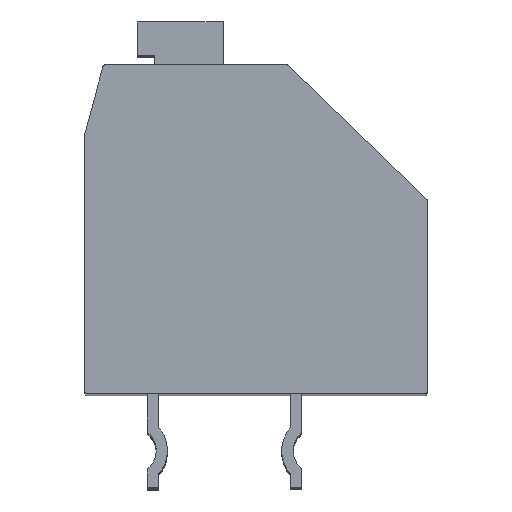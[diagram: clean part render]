
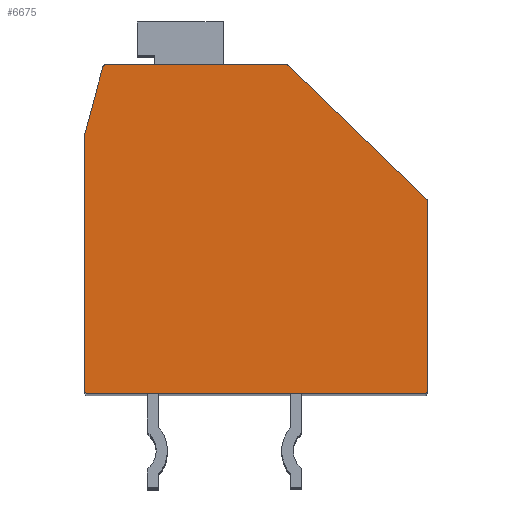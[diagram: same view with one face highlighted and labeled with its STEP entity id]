
A CAD part, top view. The second image highlights one B-rep face of the part: STEP entity #6675.
In plain terms, the highlighted planar face has unit normal (0, 0, 1).
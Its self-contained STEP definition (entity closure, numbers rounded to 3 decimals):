
#391=CARTESIAN_POINT('',(5.9,0.978,2.75));
#392=DIRECTION('',(0.,0.,1.));
#393=DIRECTION('',(1.,0.,0.));
#394=AXIS2_PLACEMENT_3D('',#391,#392,#393);
#396=DIRECTION('',(0.,1.,0.));
#397=VECTOR('',#396,6.628);
#398=CARTESIAN_POINT('',(6.,-5.65,2.75));
#399=LINE('',#398,#397);
#400=CARTESIAN_POINT('',(5.9,-5.65,2.75));
#401=DIRECTION('',(0.,0.,1.));
#402=DIRECTION('',(0.,-1.,0.));
#403=AXIS2_PLACEMENT_3D('',#400,#401,#402);
#405=DIRECTION('',(1.,0.,0.));
#406=VECTOR('',#405,11.8);
#407=CARTESIAN_POINT('',(-5.9,-5.75,2.75));
#408=LINE('',#407,#406);
#409=CARTESIAN_POINT('',(-5.9,-5.65,2.75));
#410=DIRECTION('',(0.,0.,1.));
#411=DIRECTION('',(-1.,0.,0.));
#412=AXIS2_PLACEMENT_3D('',#409,#410,#411);
#414=DIRECTION('',(0.,-1.,0.));
#415=VECTOR('',#414,8.937);
#416=CARTESIAN_POINT('',(-6.,3.287,2.75));
#417=LINE('',#416,#415);
#418=CARTESIAN_POINT('',(-5.9,3.287,2.75));
#419=DIRECTION('',(0.,0.,-1.));
#420=DIRECTION('',(-1.,0.,0.));
#421=AXIS2_PLACEMENT_3D('',#418,#419,#420);
#423=DIRECTION('',(-0.26,-0.966,0.));
#424=VECTOR('',#423,2.447);
#425=CARTESIAN_POINT('',(-5.36,5.676,2.75));
#426=LINE('',#425,#424);
#427=CARTESIAN_POINT('',(-5.263,5.65,2.75));
#428=DIRECTION('',(0.,0.,1.));
#429=DIRECTION('',(0.,1.,0.));
#430=AXIS2_PLACEMENT_3D('',#427,#428,#429);
#432=DIRECTION('',(-1.,0.,0.));
#433=VECTOR('',#432,6.323);
#434=CARTESIAN_POINT('',(1.06,5.75,2.75));
#435=LINE('',#434,#433);
#436=CARTESIAN_POINT('',(1.06,5.65,2.75));
#437=DIRECTION('',(0.,0.,1.));
#438=DIRECTION('',(0.695,0.719,0.));
#439=AXIS2_PLACEMENT_3D('',#436,#437,#438);
#441=DIRECTION('',(-0.719,0.695,0.));
#442=VECTOR('',#441,6.728);
#443=CARTESIAN_POINT('',(5.969,1.049,2.75));
#444=LINE('',#443,#442);
#4896=CARTESIAN_POINT('',(6.,0.978,2.75));
#4897=VERTEX_POINT('',#4896);
#4898=CARTESIAN_POINT('',(5.969,1.049,2.75));
#4899=VERTEX_POINT('',#4898);
#4904=CARTESIAN_POINT('',(5.9,-5.75,2.75));
#4905=VERTEX_POINT('',#4904);
#4906=CARTESIAN_POINT('',(6.,-5.65,2.75));
#4907=VERTEX_POINT('',#4906);
#4912=CARTESIAN_POINT('',(1.129,5.722,2.75));
#4913=CARTESIAN_POINT('',(1.06,5.75,2.75));
#4914=VERTEX_POINT('',#4912);
#4915=VERTEX_POINT('',#4913);
#4916=CARTESIAN_POINT('',(-5.263,5.75,2.75));
#4917=CARTESIAN_POINT('',(-5.36,5.676,2.75));
#4918=VERTEX_POINT('',#4916);
#4919=VERTEX_POINT('',#4917);
#4924=CARTESIAN_POINT('',(-6.,3.287,2.75));
#4926=VERTEX_POINT('',#4924);
#4930=CARTESIAN_POINT('',(-5.997,3.313,2.75));
#4931=VERTEX_POINT('',#4930);
#4936=CARTESIAN_POINT('',(-6.,-5.65,2.75));
#4937=VERTEX_POINT('',#4936);
#4938=CARTESIAN_POINT('',(-5.9,-5.75,2.75));
#4939=VERTEX_POINT('',#4938);
#6653=CARTESIAN_POINT('',(0.,0.,2.75));
#6654=DIRECTION('',(0.,0.,1.));
#6655=DIRECTION('',(1.,0.,0.));
#6656=AXIS2_PLACEMENT_3D('',#6653,#6654,#6655);
#6657=PLANE('',#6656);
#6658=ORIENTED_EDGE('',*,*,#6344,.F.);
#6659=ORIENTED_EDGE('',*,*,#6360,.F.);
#6660=ORIENTED_EDGE('',*,*,#6373,.F.);
#6661=ORIENTED_EDGE('',*,*,#6388,.F.);
#6662=ORIENTED_EDGE('',*,*,#6591,.F.);
#6663=ORIENTED_EDGE('',*,*,#6604,.F.);
#6664=ORIENTED_EDGE('',*,*,#6620,.T.);
#6665=ORIENTED_EDGE('',*,*,#6632,.F.);
#6666=ORIENTED_EDGE('',*,*,#6644,.F.);
#6668=ORIENTED_EDGE('',*,*,#6667,.F.);
#6670=ORIENTED_EDGE('',*,*,#6669,.F.);
#6672=ORIENTED_EDGE('',*,*,#6671,.F.);
#6673=EDGE_LOOP('',(#6658,#6659,#6660,#6661,#6662,#6663,#6664,#6665,#6666,#6668,
#6670,#6672));
#6674=FACE_OUTER_BOUND('',#6673,.F.);
#6675=ADVANCED_FACE('',(#6674),#6657,.T.);
#395=CIRCLE('',#394,0.1);
#404=CIRCLE('',#403,0.1);
#413=CIRCLE('',#412,0.1);
#422=CIRCLE('',#421,0.1);
#431=CIRCLE('',#430,0.1);
#440=CIRCLE('',#439,0.1);
#6344=EDGE_CURVE('',#4897,#4899,#395,.T.);
#6360=EDGE_CURVE('',#4907,#4897,#399,.T.);
#6373=EDGE_CURVE('',#4905,#4907,#404,.T.);
#6388=EDGE_CURVE('',#4939,#4905,#408,.T.);
#6591=EDGE_CURVE('',#4937,#4939,#413,.T.);
#6604=EDGE_CURVE('',#4926,#4937,#417,.T.);
#6620=EDGE_CURVE('',#4926,#4931,#422,.T.);
#6632=EDGE_CURVE('',#4919,#4931,#426,.T.);
#6644=EDGE_CURVE('',#4918,#4919,#431,.T.);
#6667=EDGE_CURVE('',#4915,#4918,#435,.T.);
#6669=EDGE_CURVE('',#4914,#4915,#440,.T.);
#6671=EDGE_CURVE('',#4899,#4914,#444,.T.);
